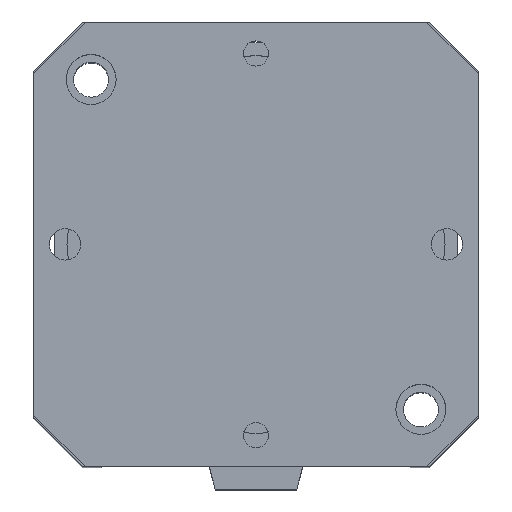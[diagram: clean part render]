
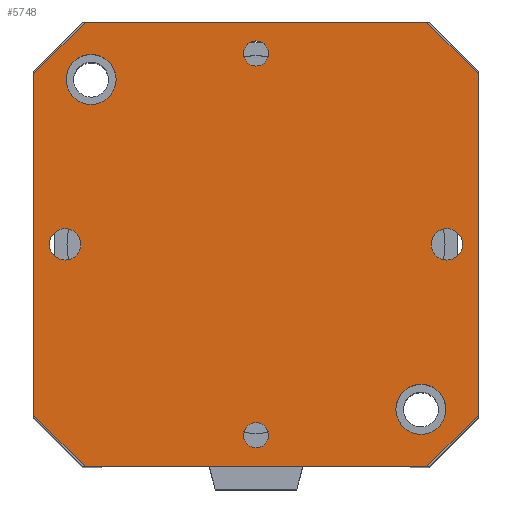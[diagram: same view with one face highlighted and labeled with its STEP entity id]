
A CAD part, top view. The second image highlights one B-rep face of the part: STEP entity #5748.
In plain terms, the highlighted face is planar.
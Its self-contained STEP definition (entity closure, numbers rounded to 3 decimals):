
#4359=CARTESIAN_POINT('',(-37.75,147.5,-44.5));
#4360=VERTEX_POINT('',#4359);
#4369=CARTESIAN_POINT('',(-51.25,147.5,-44.5));
#4370=VERTEX_POINT('',#4369);
#4371=CARTESIAN_POINT('',(-44.5,147.5,-44.5));
#4372=DIRECTION('',(0.0,-1.0,0.0));
#4373=DIRECTION('',(1.0,0.0,0.0));
#4374=AXIS2_PLACEMENT_3D('',#4371,#4372,#4373);
#4375=CIRCLE('',#4374,6.75);
#4376=EDGE_CURVE('',#4370,#4360,#4375,.T.);
#4422=CARTESIAN_POINT('',(51.25,147.5,44.5));
#4423=VERTEX_POINT('',#4422);
#4432=CARTESIAN_POINT('',(37.75,147.5,44.5));
#4433=VERTEX_POINT('',#4432);
#4434=CARTESIAN_POINT('',(44.5,147.5,44.5));
#4435=DIRECTION('',(0.0,-1.0,0.0));
#4436=DIRECTION('',(1.0,0.0,0.0));
#4437=AXIS2_PLACEMENT_3D('',#4434,#4435,#4436);
#4438=CIRCLE('',#4437,6.75);
#4439=EDGE_CURVE('',#4433,#4423,#4438,.T.);
#4569=CARTESIAN_POINT('',(55.75,147.5,0.));
#4570=VERTEX_POINT('',#4569);
#4579=CARTESIAN_POINT('',(47.25,147.5,0.));
#4580=VERTEX_POINT('',#4579);
#4581=CARTESIAN_POINT('',(51.5,147.5,0.0));
#4582=DIRECTION('',(0.0,-1.0,0.0));
#4583=DIRECTION('',(1.0,0.0,0.0));
#4584=AXIS2_PLACEMENT_3D('',#4581,#4582,#4583);
#4585=CIRCLE('',#4584,4.25);
#4586=EDGE_CURVE('',#4580,#4570,#4585,.T.);
#4695=CARTESIAN_POINT('',(-47.25,147.5,0.));
#4696=VERTEX_POINT('',#4695);
#4705=CARTESIAN_POINT('',(-55.75,147.5,0.));
#4706=VERTEX_POINT('',#4705);
#4707=CARTESIAN_POINT('',(-51.5,147.5,0.0));
#4708=DIRECTION('',(0.0,-1.0,0.0));
#4709=DIRECTION('',(1.0,0.0,0.0));
#4710=AXIS2_PLACEMENT_3D('',#4707,#4708,#4709);
#4711=CIRCLE('',#4710,4.25);
#4712=EDGE_CURVE('',#4706,#4696,#4711,.T.);
#4821=CARTESIAN_POINT('',(3.375,147.5,-51.5));
#4822=VERTEX_POINT('',#4821);
#4831=CARTESIAN_POINT('',(-3.375,147.5,-51.5));
#4832=VERTEX_POINT('',#4831);
#4833=CARTESIAN_POINT('',(0.0,147.5,-51.5));
#4834=DIRECTION('',(0.0,-1.0,0.0));
#4835=DIRECTION('',(1.0,0.0,0.0));
#4836=AXIS2_PLACEMENT_3D('',#4833,#4834,#4835);
#4837=CIRCLE('',#4836,3.375);
#4838=EDGE_CURVE('',#4832,#4822,#4837,.T.);
#4884=CARTESIAN_POINT('',(3.375,147.5,51.5));
#4885=VERTEX_POINT('',#4884);
#4894=CARTESIAN_POINT('',(-3.375,147.5,51.5));
#4895=VERTEX_POINT('',#4894);
#4896=CARTESIAN_POINT('',(0.0,147.5,51.5));
#4897=DIRECTION('',(0.0,-1.0,0.0));
#4898=DIRECTION('',(1.0,0.0,0.0));
#4899=AXIS2_PLACEMENT_3D('',#4896,#4897,#4898);
#4900=CIRCLE('',#4899,3.375);
#4901=EDGE_CURVE('',#4895,#4885,#4900,.T.);
#4956=CARTESIAN_POINT('',(0.0,147.5,51.5));
#4957=DIRECTION('',(0.0,-1.0,0.0));
#4958=DIRECTION('',(1.0,0.0,0.0));
#4959=AXIS2_PLACEMENT_3D('',#4956,#4957,#4958);
#4960=CIRCLE('',#4959,3.375);
#4961=EDGE_CURVE('',#4885,#4895,#4960,.T.);
#5001=CARTESIAN_POINT('',(0.0,147.5,-51.5));
#5002=DIRECTION('',(0.0,-1.0,0.0));
#5003=DIRECTION('',(1.0,0.0,0.0));
#5004=AXIS2_PLACEMENT_3D('',#5001,#5002,#5003);
#5005=CIRCLE('',#5004,3.375);
#5006=EDGE_CURVE('',#4822,#4832,#5005,.T.);
#5105=CARTESIAN_POINT('',(-51.5,147.5,0.0));
#5106=DIRECTION('',(0.0,-1.0,0.0));
#5107=DIRECTION('',(1.0,0.0,0.0));
#5108=AXIS2_PLACEMENT_3D('',#5105,#5106,#5107);
#5109=CIRCLE('',#5108,4.25);
#5110=EDGE_CURVE('',#4696,#4706,#5109,.T.);
#5209=CARTESIAN_POINT('',(51.5,147.5,0.0));
#5210=DIRECTION('',(0.0,-1.0,0.0));
#5211=DIRECTION('',(1.0,0.0,0.0));
#5212=AXIS2_PLACEMENT_3D('',#5209,#5210,#5211);
#5213=CIRCLE('',#5212,4.25);
#5214=EDGE_CURVE('',#4570,#4580,#5213,.T.);
#5322=CARTESIAN_POINT('',(44.5,147.5,44.5));
#5323=DIRECTION('',(0.0,-1.0,0.0));
#5324=DIRECTION('',(1.0,0.0,0.0));
#5325=AXIS2_PLACEMENT_3D('',#5322,#5323,#5324);
#5326=CIRCLE('',#5325,6.75);
#5327=EDGE_CURVE('',#4423,#4433,#5326,.T.);
#5367=CARTESIAN_POINT('',(-44.5,147.5,-44.5));
#5368=DIRECTION('',(0.0,-1.0,0.0));
#5369=DIRECTION('',(1.0,0.0,0.0));
#5370=AXIS2_PLACEMENT_3D('',#5367,#5368,#5369);
#5371=CIRCLE('',#5370,6.75);
#5372=EDGE_CURVE('',#4360,#4370,#5371,.T.);
#5522=CARTESIAN_POINT('',(-46.066,147.5,-60.0));
#5523=VERTEX_POINT('',#5522);
#5524=CARTESIAN_POINT('',(46.066,147.5,-60.0));
#5525=VERTEX_POINT('',#5524);
#5526=CARTESIAN_POINT('',(-46.066,147.5,-60.0));
#5527=DIRECTION('',(1.0,0.0,0.0));
#5528=VECTOR('',#5527,92.132);
#5529=LINE('',#5526,#5528);
#5530=EDGE_CURVE('',#5523,#5525,#5529,.T.);
#5553=CARTESIAN_POINT('',(60.,147.5,-46.066));
#5554=VERTEX_POINT('',#5553);
#5555=CARTESIAN_POINT('',(46.066,147.5,-60.0));
#5556=DIRECTION('',(0.707,0.0,0.707));
#5557=VECTOR('',#5556,19.706);
#5558=LINE('',#5555,#5557);
#5559=EDGE_CURVE('',#5525,#5554,#5558,.T.);
#5577=CARTESIAN_POINT('',(60.,147.5,46.066));
#5578=VERTEX_POINT('',#5577);
#5579=CARTESIAN_POINT('',(60.,147.5,-46.066));
#5580=DIRECTION('',(0.0,0.0,1.0));
#5581=VECTOR('',#5580,92.132);
#5582=LINE('',#5579,#5581);
#5583=EDGE_CURVE('',#5554,#5578,#5582,.T.);
#5601=CARTESIAN_POINT('',(46.066,147.5,60.0));
#5602=VERTEX_POINT('',#5601);
#5603=CARTESIAN_POINT('',(60.,147.5,46.066));
#5604=DIRECTION('',(-0.707,0.0,0.707));
#5605=VECTOR('',#5604,19.706);
#5606=LINE('',#5603,#5605);
#5607=EDGE_CURVE('',#5578,#5602,#5606,.T.);
#5625=CARTESIAN_POINT('',(-46.066,147.5,60.0));
#5626=VERTEX_POINT('',#5625);
#5627=CARTESIAN_POINT('',(46.066,147.5,60.0));
#5628=DIRECTION('',(-1.0,0.0,0.0));
#5629=VECTOR('',#5628,92.132);
#5630=LINE('',#5627,#5629);
#5631=EDGE_CURVE('',#5602,#5626,#5630,.T.);
#5649=CARTESIAN_POINT('',(-60.,147.5,46.066));
#5650=VERTEX_POINT('',#5649);
#5651=CARTESIAN_POINT('',(-46.066,147.5,60.0));
#5652=DIRECTION('',(-0.707,0.0,-0.707));
#5653=VECTOR('',#5652,19.706);
#5654=LINE('',#5651,#5653);
#5655=EDGE_CURVE('',#5626,#5650,#5654,.T.);
#5673=CARTESIAN_POINT('',(-60.,147.5,-46.066));
#5674=VERTEX_POINT('',#5673);
#5675=CARTESIAN_POINT('',(-60.,147.5,46.066));
#5676=DIRECTION('',(0.0,0.0,-1.0));
#5677=VECTOR('',#5676,92.132);
#5678=LINE('',#5675,#5677);
#5679=EDGE_CURVE('',#5650,#5674,#5678,.T.);
#5697=CARTESIAN_POINT('',(-60.,147.5,-46.066));
#5698=DIRECTION('',(0.707,0.0,-0.707));
#5699=VECTOR('',#5698,19.706);
#5700=LINE('',#5697,#5699);
#5701=EDGE_CURVE('',#5674,#5523,#5700,.T.);
#5709=CARTESIAN_POINT('',(0.,147.5,0.));
#5710=DIRECTION('',(0.0,1.0,0.0));
#5711=DIRECTION('',(0.0,0.0,1.0));
#5712=AXIS2_PLACEMENT_3D('',#5709,#5710,#5711);
#5713=PLANE('',#5712);
#5714=ORIENTED_EDGE('',*,*,#5530,.F.);
#5715=ORIENTED_EDGE('',*,*,#5701,.F.);
#5716=ORIENTED_EDGE('',*,*,#5679,.F.);
#5717=ORIENTED_EDGE('',*,*,#5655,.F.);
#5718=ORIENTED_EDGE('',*,*,#5631,.F.);
#5719=ORIENTED_EDGE('',*,*,#5607,.F.);
#5720=ORIENTED_EDGE('',*,*,#5583,.F.);
#5721=ORIENTED_EDGE('',*,*,#5559,.F.);
#5722=EDGE_LOOP('',(#5714,#5715,#5716,#5717,#5718,#5719,#5720,#5721));
#5723=FACE_OUTER_BOUND('',#5722,.T.);
#5724=ORIENTED_EDGE('',*,*,#4901,.T.);
#5725=ORIENTED_EDGE('',*,*,#4961,.T.);
#5726=EDGE_LOOP('',(#5724,#5725));
#5727=FACE_BOUND('',#5726,.T.);
#5728=ORIENTED_EDGE('',*,*,#4838,.T.);
#5729=ORIENTED_EDGE('',*,*,#5006,.T.);
#5730=EDGE_LOOP('',(#5728,#5729));
#5731=FACE_BOUND('',#5730,.T.);
#5732=ORIENTED_EDGE('',*,*,#4712,.T.);
#5733=ORIENTED_EDGE('',*,*,#5110,.T.);
#5734=EDGE_LOOP('',(#5732,#5733));
#5735=FACE_BOUND('',#5734,.T.);
#5736=ORIENTED_EDGE('',*,*,#4586,.T.);
#5737=ORIENTED_EDGE('',*,*,#5214,.T.);
#5738=EDGE_LOOP('',(#5736,#5737));
#5739=FACE_BOUND('',#5738,.T.);
#5740=ORIENTED_EDGE('',*,*,#4439,.T.);
#5741=ORIENTED_EDGE('',*,*,#5327,.T.);
#5742=EDGE_LOOP('',(#5740,#5741));
#5743=FACE_BOUND('',#5742,.T.);
#5744=ORIENTED_EDGE('',*,*,#4376,.T.);
#5745=ORIENTED_EDGE('',*,*,#5372,.T.);
#5746=EDGE_LOOP('',(#5744,#5745));
#5747=FACE_BOUND('',#5746,.T.);
#5748=ADVANCED_FACE('',(#5723,#5727,#5731,#5735,#5739,#5743,#5747),#5713,.T.);
